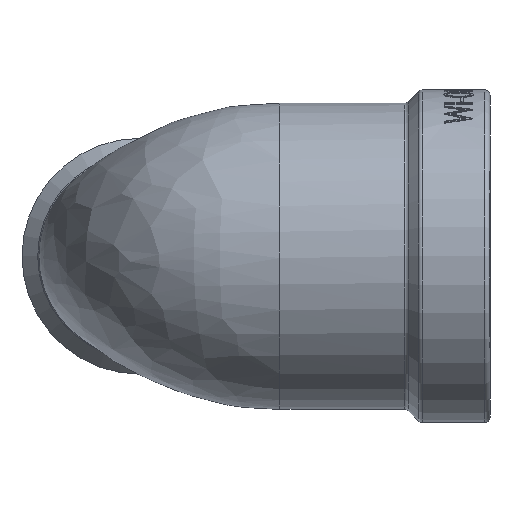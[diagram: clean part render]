
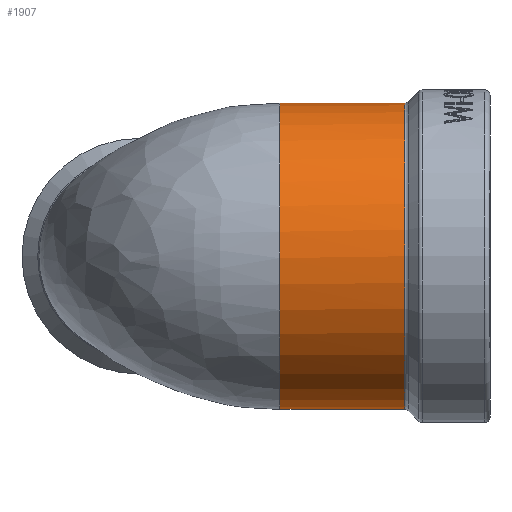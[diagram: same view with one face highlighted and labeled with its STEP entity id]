
A CAD part, left-side view. The second image highlights one B-rep face of the part: STEP entity #1907.
In plain terms, the highlighted cylindrical face has radius 8.75 mm (diameter 17.5 mm), a full revolution.
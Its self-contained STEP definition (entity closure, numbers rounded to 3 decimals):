
#612 = DIRECTION ( 'NONE',  ( 0., 0., -1. ) ) ;
#938 = EDGE_LOOP ( 'NONE', ( #5009 ) ) ;
#1294 = CARTESIAN_POINT ( 'NONE',  ( 0., 4.874, 0. ) ) ;
#1858 = EDGE_LOOP ( 'NONE', ( #4327 ) ) ;
#1893 = CARTESIAN_POINT ( 'NONE',  ( 0., 4.874, 8.75 ) ) ;
#1907 = ADVANCED_FACE ( 'NONE', ( #3615, #5695 ), #6562, .T. ) ;
#2805 = VERTEX_POINT ( 'NONE', #7178 ) ;
#3454 = CIRCLE ( 'NONE', #8839, 8.75 ) ;
#3615 = FACE_OUTER_BOUND ( 'NONE', #1858, .T. ) ;
#4091 = DIRECTION ( 'NONE',  ( 0., 0., -1. ) ) ;
#4138 = DIRECTION ( 'NONE',  ( 0., 0., 1. ) ) ;
#4237 = CARTESIAN_POINT ( 'NONE',  ( 0., 12., 0. ) ) ;
#4295 = VERTEX_POINT ( 'NONE', #1893 ) ;
#4327 = ORIENTED_EDGE ( 'NONE', *, *, #9112, .T. ) ;
#4494 = AXIS2_PLACEMENT_3D ( 'NONE', #9492, #6611, #612 ) ;
#5009 = ORIENTED_EDGE ( 'NONE', *, *, #6411, .T. ) ;
#5042 = CIRCLE ( 'NONE', #6431, 8.75 ) ;
#5643 = DIRECTION ( 'NONE',  ( 0., 1., 0. ) ) ;
#5695 = FACE_OUTER_BOUND ( 'NONE', #938, .T. ) ;
#6411 = EDGE_CURVE ( 'NONE', #2805, #2805, #5042, .T. ) ;
#6431 = AXIS2_PLACEMENT_3D ( 'NONE', #4237, #7759, #4091 ) ;
#6562 = CYLINDRICAL_SURFACE ( 'NONE', #4494, 8.75 ) ;
#6611 = DIRECTION ( 'NONE',  ( 0., -1., 0. ) ) ;
#7178 = CARTESIAN_POINT ( 'NONE',  ( 0., 12., -8.75 ) ) ;
#7759 = DIRECTION ( 'NONE',  ( 0., -1., 0. ) ) ;
#8839 = AXIS2_PLACEMENT_3D ( 'NONE', #1294, #5643, #4138 ) ;
#9112 = EDGE_CURVE ( 'NONE', #4295, #4295, #3454, .T. ) ;
#9492 = CARTESIAN_POINT ( 'NONE',  ( 0., 0., 0. ) ) ;
